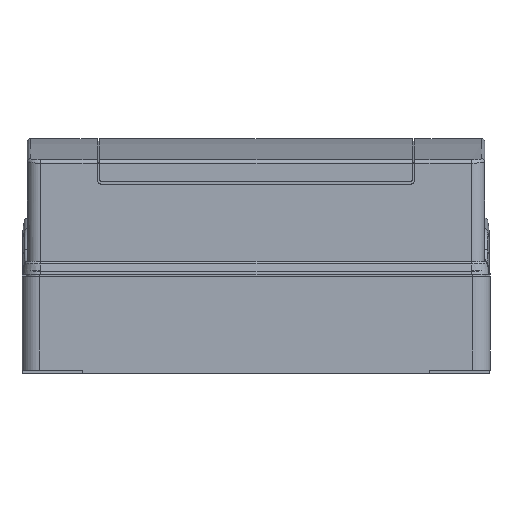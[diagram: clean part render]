
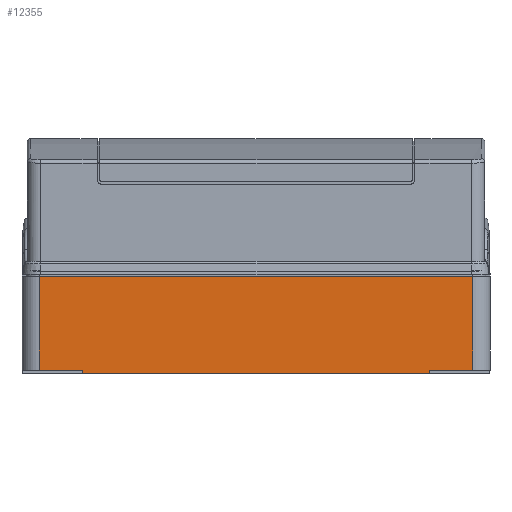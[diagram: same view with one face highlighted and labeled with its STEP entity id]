
A CAD part, left-side view. The second image highlights one B-rep face of the part: STEP entity #12355.
In plain terms, the highlighted planar face has unit normal (-1, 0, 0).
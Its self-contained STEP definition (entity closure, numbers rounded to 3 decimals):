
#1289=DIRECTION('',(0.,1.,0.));
#1290=VECTOR('',#1289,264.);
#1291=CARTESIAN_POINT('',(-205.,-132.,-21.));
#1292=LINE('',#1291,#1290);
#4524=DIRECTION('',(0.,1.,0.));
#4525=VECTOR('',#4524,210.791);
#4526=CARTESIAN_POINT('',(-205.,-105.396,-80.));
#4527=LINE('',#4526,#4525);
#4528=DIRECTION('',(0.,0.,-1.));
#4529=VECTOR('',#4528,2.);
#4530=CARTESIAN_POINT('',(-205.,105.396,-78.));
#4531=LINE('',#4530,#4529);
#4532=DIRECTION('',(0.,1.,0.));
#4533=VECTOR('',#4532,26.604);
#4534=CARTESIAN_POINT('',(-205.,105.396,-78.));
#4535=LINE('',#4534,#4533);
#4536=DIRECTION('',(0.,0.,1.));
#4537=VECTOR('',#4536,57.);
#4538=CARTESIAN_POINT('',(-205.,132.,-78.));
#4539=LINE('',#4538,#4537);
#4540=DIRECTION('',(0.,0.,-1.));
#4541=VECTOR('',#4540,57.);
#4542=CARTESIAN_POINT('',(-205.,-132.,-21.));
#4543=LINE('',#4542,#4541);
#4544=DIRECTION('',(0.,1.,0.));
#4545=VECTOR('',#4544,26.604);
#4546=CARTESIAN_POINT('',(-205.,-132.,-78.));
#4547=LINE('',#4546,#4545);
#4548=DIRECTION('',(0.,0.,-1.));
#4549=VECTOR('',#4548,2.);
#4550=CARTESIAN_POINT('',(-205.,-105.396,-78.));
#4551=LINE('',#4550,#4549);
#4885=CARTESIAN_POINT('',(-205.,132.,-21.));
#4887=VERTEX_POINT('',#4885);
#4888=CARTESIAN_POINT('',(-205.,132.,-78.));
#4889=VERTEX_POINT('',#4888);
#4893=CARTESIAN_POINT('',(-205.,-132.,-78.));
#4895=VERTEX_POINT('',#4893);
#4896=CARTESIAN_POINT('',(-205.,-132.,-21.));
#4897=VERTEX_POINT('',#4896);
#5937=CARTESIAN_POINT('',(-205.,-105.396,-80.));
#5939=VERTEX_POINT('',#5937);
#5992=CARTESIAN_POINT('',(-205.,-105.396,-78.));
#5994=VERTEX_POINT('',#5992);
#6153=CARTESIAN_POINT('',(-205.,105.396,-80.));
#6155=VERTEX_POINT('',#6153);
#6212=CARTESIAN_POINT('',(-205.,105.396,-78.));
#6213=VERTEX_POINT('',#6212);
#12337=CARTESIAN_POINT('',(-205.,-142.5,-78.));
#12338=DIRECTION('',(-1.,0.,0.));
#12339=DIRECTION('',(0.,0.,1.));
#12340=AXIS2_PLACEMENT_3D('',#12337,#12338,#12339);
#12341=PLANE('',#12340);
#12342=ORIENTED_EDGE('',*,*,#6939,.T.);
#12344=ORIENTED_EDGE('',*,*,#12343,.F.);
#12345=ORIENTED_EDGE('',*,*,#6699,.T.);
#12347=ORIENTED_EDGE('',*,*,#12346,.T.);
#12348=ORIENTED_EDGE('',*,*,#7836,.F.);
#12349=ORIENTED_EDGE('',*,*,#12330,.T.);
#12350=ORIENTED_EDGE('',*,*,#6463,.T.);
#12352=ORIENTED_EDGE('',*,*,#12351,.T.);
#12353=EDGE_LOOP('',(#12342,#12344,#12345,#12347,#12348,#12349,#12350,#12352));
#12354=FACE_OUTER_BOUND('',#12353,.F.);
#12355=ADVANCED_FACE('',(#12354),#12341,.T.);
#6463=EDGE_CURVE('',#4895,#5994,#4547,.T.);
#6699=EDGE_CURVE('',#6213,#4889,#4535,.T.);
#6939=EDGE_CURVE('',#5939,#6155,#4527,.T.);
#7836=EDGE_CURVE('',#4897,#4887,#1292,.T.);
#12330=EDGE_CURVE('',#4897,#4895,#4543,.T.);
#12343=EDGE_CURVE('',#6213,#6155,#4531,.T.);
#12346=EDGE_CURVE('',#4889,#4887,#4539,.T.);
#12351=EDGE_CURVE('',#5994,#5939,#4551,.T.);
